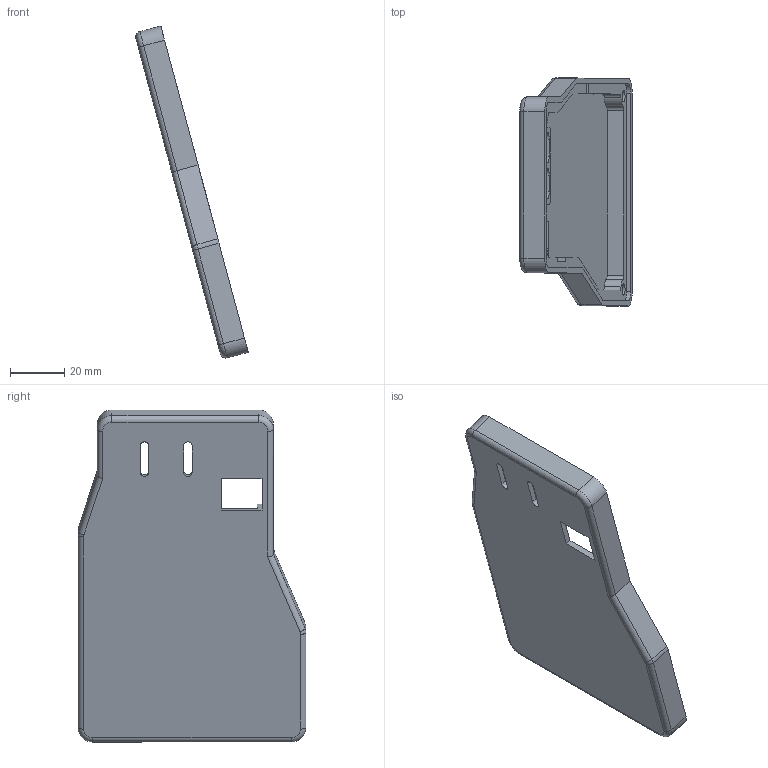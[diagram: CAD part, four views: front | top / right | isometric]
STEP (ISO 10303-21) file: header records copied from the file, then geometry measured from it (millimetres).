
FILE_DESCRIPTION(/* description */ (''),/* implementation_level */ '2;1');
FILE_NAME(/* name */ 'case.step',/* time_stamp */ '2026-01-18T18:30:59-06:00',/* author */ (''),/* organization */ (''),/* preprocessor_version */ 'ST-DEVELOPER v20.1',/* originating_system */ 'Autodesk Translation Framework v14.21.0.0',/* authorisation */ '');
FILE_SCHEMA (('AUTOMOTIVE_DESIGN { 1 0 10303 214 3 1 1 }'));
Length unit declared in the file: millimetre
Products named in the file (2): Sheetmetal Crosses; Matrix
Assembly tree (1 placements, depth 2):
  Sheetmetal Crosses
    Matrix
Bounding box: 41.37 x 83.8 x 122.2 mm (x, y, z)
Volume: 33671.5 mm3; surface area: 25673.9 mm2
Topology: 1 solids, 1 shells, 134 faces, 361 edges, 236 vertices
Faces by surface type: plane 67, cylinder 61, torus 6
Full cylindrical faces by diameter (mm): 4.2 x4
Entity records: 4315 total; most frequent: DIRECTION 764, CARTESIAN_POINT 735, ORIENTED_EDGE 722, EDGE_CURVE 361, AXIS2_PLACEMENT_3D 265, VERTEX_POINT 236, LINE 234, VECTOR 234
